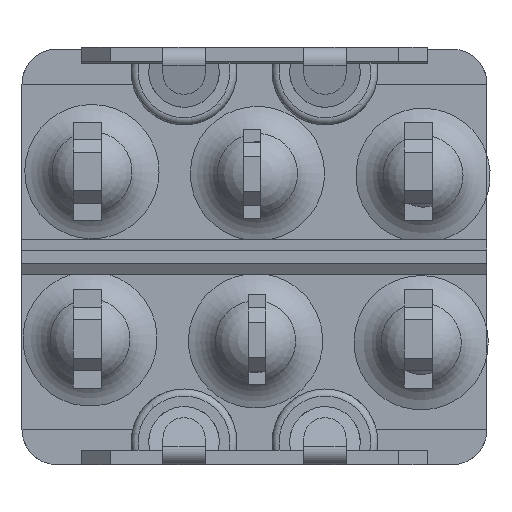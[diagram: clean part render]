
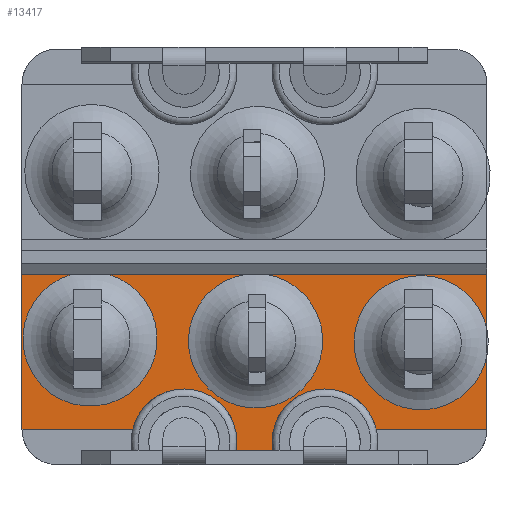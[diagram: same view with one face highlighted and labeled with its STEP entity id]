
A CAD part, front view. The second image highlights one B-rep face of the part: STEP entity #13417.
In plain terms, the highlighted planar face has unit normal (0, -1, 0).
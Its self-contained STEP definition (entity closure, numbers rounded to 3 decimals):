
#392=PLANE('',#14314);
#722=FACE_BOUND('',#2131,.T.);
#723=FACE_BOUND('',#2132,.T.);
#724=FACE_BOUND('',#2133,.T.);
#1391=FACE_OUTER_BOUND('',#2130,.T.);
#2130=EDGE_LOOP('',(#10656,#10657,#10658,#10659,#10660,#10661,#10662,#10663));
#2131=EDGE_LOOP('',(#10664,#10665,#10666,#10667));
#2132=EDGE_LOOP('',(#10668,#10669,#10670,#10671));
#2133=EDGE_LOOP('',(#10672,#10673,#10674,#10675));
#2986=LINE('',#29334,#4294);
#2987=LINE('',#29336,#4295);
#2988=LINE('',#29338,#4296);
#2989=LINE('',#29340,#4297);
#2990=LINE('',#29342,#4298);
#2991=LINE('',#29345,#4299);
#2992=LINE('',#29348,#4300);
#2993=LINE('',#29350,#4301);
#2994=LINE('',#29352,#4302);
#2995=LINE('',#29353,#4303);
#2996=LINE('',#29356,#4304);
#2997=LINE('',#29358,#4305);
#2998=LINE('',#29360,#4306);
#2999=LINE('',#29361,#4307);
#3000=LINE('',#29364,#4308);
#3001=LINE('',#29366,#4309);
#3002=LINE('',#29368,#4310);
#3003=LINE('',#29369,#4311);
#4294=VECTOR('',#16257,3.141);
#4295=VECTOR('',#16258,1.159);
#4296=VECTOR('',#16259,10.);
#4297=VECTOR('',#16260,10.);
#4298=VECTOR('',#16261,3.141);
#4299=VECTOR('',#16264,10.);
#4300=VECTOR('',#16265,10.);
#4301=VECTOR('',#16266,2.9);
#4302=VECTOR('',#16267,0.9);
#4303=VECTOR('',#16268,10.);
#4304=VECTOR('',#16269,0.1);
#4305=VECTOR('',#16270,10.);
#4306=VECTOR('',#16271,2.9);
#4307=VECTOR('',#16272,0.9);
#4308=VECTOR('',#16273,0.152);
#4309=VECTOR('',#16274,0.65);
#4310=VECTOR('',#16275,2.9);
#4311=VECTOR('',#16276,0.65);
#5344=CIRCLE('',#14315,1.5);
#5345=CIRCLE('',#14316,1.5);
#6102=VERTEX_POINT('',#29330);
#6103=VERTEX_POINT('',#29331);
#6104=VERTEX_POINT('',#29333);
#6105=VERTEX_POINT('',#29335);
#6106=VERTEX_POINT('',#29337);
#6107=VERTEX_POINT('',#29339);
#6108=VERTEX_POINT('',#29341);
#6109=VERTEX_POINT('',#29343);
#6110=VERTEX_POINT('',#29346);
#6111=VERTEX_POINT('',#29347);
#6112=VERTEX_POINT('',#29349);
#6113=VERTEX_POINT('',#29351);
#6114=VERTEX_POINT('',#29354);
#6115=VERTEX_POINT('',#29355);
#6116=VERTEX_POINT('',#29357);
#6117=VERTEX_POINT('',#29359);
#6118=VERTEX_POINT('',#29362);
#6119=VERTEX_POINT('',#29363);
#6120=VERTEX_POINT('',#29365);
#6121=VERTEX_POINT('',#29367);
#7739=EDGE_CURVE('',#6102,#6103,#5344,.T.);
#7740=EDGE_CURVE('',#6104,#6102,#2986,.T.);
#7741=EDGE_CURVE('',#6105,#6104,#2987,.T.);
#7742=EDGE_CURVE('',#6106,#6105,#2988,.T.);
#7743=EDGE_CURVE('',#6106,#6107,#2989,.T.);
#7744=EDGE_CURVE('',#6107,#6108,#2990,.T.);
#7745=EDGE_CURVE('',#6109,#6108,#5345,.T.);
#7746=EDGE_CURVE('',#6109,#6103,#2991,.T.);
#7747=EDGE_CURVE('',#6110,#6111,#2992,.T.);
#7748=EDGE_CURVE('',#6111,#6112,#2993,.T.);
#7749=EDGE_CURVE('',#6112,#6113,#2994,.T.);
#7750=EDGE_CURVE('',#6113,#6110,#2995,.T.);
#7751=EDGE_CURVE('',#6114,#6115,#2996,.T.);
#7752=EDGE_CURVE('',#6114,#6116,#2997,.T.);
#7753=EDGE_CURVE('',#6117,#6116,#2998,.T.);
#7754=EDGE_CURVE('',#6115,#6117,#2999,.T.);
#7755=EDGE_CURVE('',#6118,#6119,#3000,.T.);
#7756=EDGE_CURVE('',#6119,#6120,#3001,.T.);
#7757=EDGE_CURVE('',#6120,#6121,#3002,.T.);
#7758=EDGE_CURVE('',#6121,#6118,#3003,.T.);
#10656=ORIENTED_EDGE('',*,*,#7739,.F.);
#10657=ORIENTED_EDGE('',*,*,#7740,.F.);
#10658=ORIENTED_EDGE('',*,*,#7741,.F.);
#10659=ORIENTED_EDGE('',*,*,#7742,.F.);
#10660=ORIENTED_EDGE('',*,*,#7743,.T.);
#10661=ORIENTED_EDGE('',*,*,#7744,.T.);
#10662=ORIENTED_EDGE('',*,*,#7745,.F.);
#10663=ORIENTED_EDGE('',*,*,#7746,.T.);
#10664=ORIENTED_EDGE('',*,*,#7747,.T.);
#10665=ORIENTED_EDGE('',*,*,#7748,.T.);
#10666=ORIENTED_EDGE('',*,*,#7749,.T.);
#10667=ORIENTED_EDGE('',*,*,#7750,.T.);
#10668=ORIENTED_EDGE('',*,*,#7751,.F.);
#10669=ORIENTED_EDGE('',*,*,#7752,.T.);
#10670=ORIENTED_EDGE('',*,*,#7753,.F.);
#10671=ORIENTED_EDGE('',*,*,#7754,.F.);
#10672=ORIENTED_EDGE('',*,*,#7755,.T.);
#10673=ORIENTED_EDGE('',*,*,#7756,.T.);
#10674=ORIENTED_EDGE('',*,*,#7757,.T.);
#10675=ORIENTED_EDGE('',*,*,#7758,.T.);
#13417=ADVANCED_FACE('',(#1391,#722,#723,#724),#392,.T.);
#14314=AXIS2_PLACEMENT_3D('',#29329,#16253,#16254);
#14315=AXIS2_PLACEMENT_3D('',#29332,#16255,#16256);
#14316=AXIS2_PLACEMENT_3D('',#29344,#16262,#16263);
#16253=DIRECTION('center_axis',(0.,-1.,0.));
#16254=DIRECTION('ref_axis',(0.,0.,-1.));
#16255=DIRECTION('center_axis',(0.,-1.,0.));
#16256=DIRECTION('ref_axis',(0.,0.,-1.));
#16257=DIRECTION('',(-1.,0.,0.));
#16258=DIRECTION('',(0.,0.,-1.));
#16259=DIRECTION('',(1.,0.,0.));
#16260=DIRECTION('',(0.,0.,-1.));
#16261=DIRECTION('',(1.,0.,0.));
#16262=DIRECTION('center_axis',(0.,-1.,0.));
#16263=DIRECTION('ref_axis',(0.,0.,-1.));
#16264=DIRECTION('',(1.,0.,0.));
#16265=DIRECTION('',(1.,0.,0.));
#16266=DIRECTION('',(0.,0.,-1.));
#16267=DIRECTION('',(-1.,0.,0.));
#16268=DIRECTION('',(0.,0.,1.));
#16269=DIRECTION('',(0.,0.,-1.));
#16270=DIRECTION('',(1.,0.,0.));
#16271=DIRECTION('',(0.,0.,1.));
#16272=DIRECTION('',(1.,0.,0.));
#16273=DIRECTION('',(0.,0.,-1.));
#16274=DIRECTION('',(-1.,0.,0.));
#16275=DIRECTION('',(0.,0.,1.));
#16276=DIRECTION('',(1.,0.,0.));
#29329=CARTESIAN_POINT('Origin',(0.045,0.35,0.024));
#29330=CARTESIAN_POINT('',(3.459,0.35,-4.9));
#29331=CARTESIAN_POINT('',(0.521,0.35,-5.5));
#29332=CARTESIAN_POINT('Origin',(2.,0.35,-5.25));
#29333=CARTESIAN_POINT('',(6.6,0.35,-4.9));
#29334=CARTESIAN_POINT('',(6.6,0.35,-4.9));
#29335=CARTESIAN_POINT('',(6.6,0.35,-0.5));
#29336=CARTESIAN_POINT('',(6.6,0.35,2.893));
#29337=CARTESIAN_POINT('',(-6.6,0.35,-0.5));
#29338=CARTESIAN_POINT('',(2.392,0.35,-0.5));
#29339=CARTESIAN_POINT('',(-6.6,0.35,-4.9));
#29340=CARTESIAN_POINT('',(-6.6,0.35,2.962));
#29341=CARTESIAN_POINT('',(-3.459,0.35,-4.9));
#29342=CARTESIAN_POINT('',(-6.6,0.35,-4.9));
#29343=CARTESIAN_POINT('',(-0.521,0.35,-5.5));
#29344=CARTESIAN_POINT('Origin',(-2.,0.35,-5.25));
#29345=CARTESIAN_POINT('',(-2.427,0.35,-5.5));
#29346=CARTESIAN_POINT('',(4.25,0.35,-0.925));
#29347=CARTESIAN_POINT('',(5.15,0.35,-0.925));
#29348=CARTESIAN_POINT('',(2.148,0.35,-0.925));
#29349=CARTESIAN_POINT('',(5.15,0.35,-3.825));
#29350=CARTESIAN_POINT('',(5.15,0.35,-0.925));
#29351=CARTESIAN_POINT('',(4.25,0.35,-3.825));
#29352=CARTESIAN_POINT('',(5.15,0.35,-3.825));
#29353=CARTESIAN_POINT('',(4.25,0.35,-1.151));
#29354=CARTESIAN_POINT('',(-5.15,0.35,-0.925));
#29355=CARTESIAN_POINT('',(-5.15,0.35,-3.825));
#29356=CARTESIAN_POINT('',(-5.15,0.35,-3.725));
#29357=CARTESIAN_POINT('',(-4.25,0.35,-0.925));
#29358=CARTESIAN_POINT('',(-2.552,0.35,-0.925));
#29359=CARTESIAN_POINT('',(-4.25,0.35,-3.825));
#29360=CARTESIAN_POINT('',(-4.25,0.35,-3.825));
#29361=CARTESIAN_POINT('',(-5.15,0.35,-3.825));
#29362=CARTESIAN_POINT('',(0.325,0.35,-0.925));
#29363=CARTESIAN_POINT('',(0.325,0.35,-3.825));
#29364=CARTESIAN_POINT('',(0.325,0.35,-0.925));
#29365=CARTESIAN_POINT('',(-0.325,0.35,-3.825));
#29366=CARTESIAN_POINT('',(0.325,0.35,-3.825));
#29367=CARTESIAN_POINT('',(-0.325,0.35,-0.925));
#29368=CARTESIAN_POINT('',(-0.325,0.35,-3.825));
#29369=CARTESIAN_POINT('',(-0.325,0.35,-0.925));
